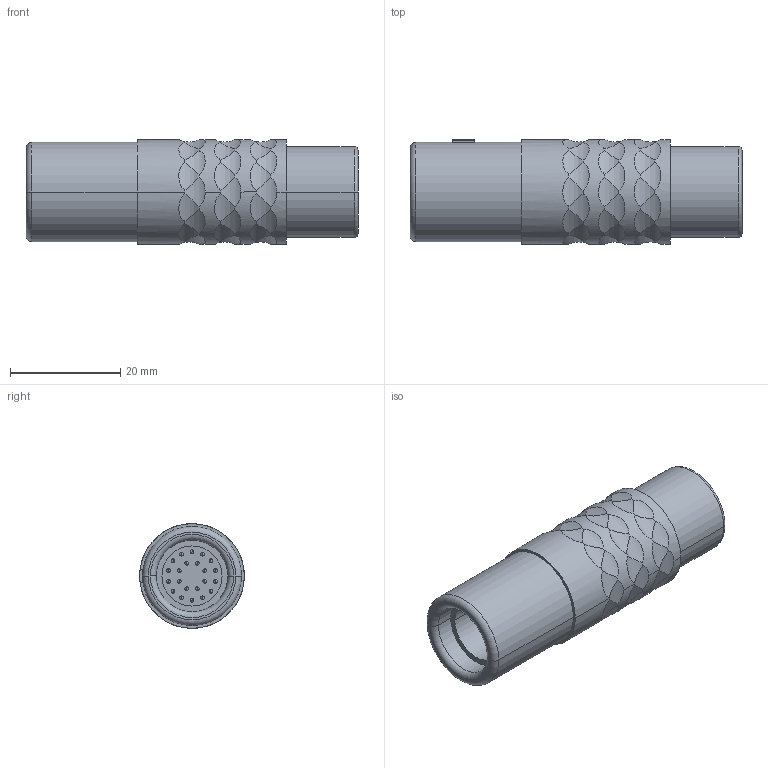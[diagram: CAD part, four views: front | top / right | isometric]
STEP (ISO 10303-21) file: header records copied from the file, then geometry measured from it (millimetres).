
FILE_DESCRIPTION((''),'2;1');
FILE_NAME('S13K0C-P22M','2013-02-05T',('RTrager'),(''),'PRO/ENGINEER BY PARAMETRIC TECHNOLOGY CORPORATION, 2010330','PRO/ENGINEER BY PARAMETRIC TECHNOLOGY CORPORATION, 2010330','');
FILE_SCHEMA(('CONFIG_CONTROL_DESIGN'));
Length unit declared in the file: millimetre
Products named in the file (1): S13K0C-P22M
Bounding box: 60.3 x 19 x 19 mm (x, y, z)
Volume: 10818.4 mm3; surface area: 6254.7 mm2
Topology: 1 solids, 1 shells, 405 faces, 1066 edges, 670 vertices
Faces by surface type: cylinder 261, plane 63, sphere 44, torus 28, bspline 9
Entity records: 16638 total; most frequent: CARTESIAN_POINT 7039, ORIENTED_EDGE 2044, DIRECTION 1956, EDGE_CURVE 1022, AXIS2_PLACEMENT_3D 839, VERTEX_POINT 670, EDGE_LOOP 456, CIRCLE 443
